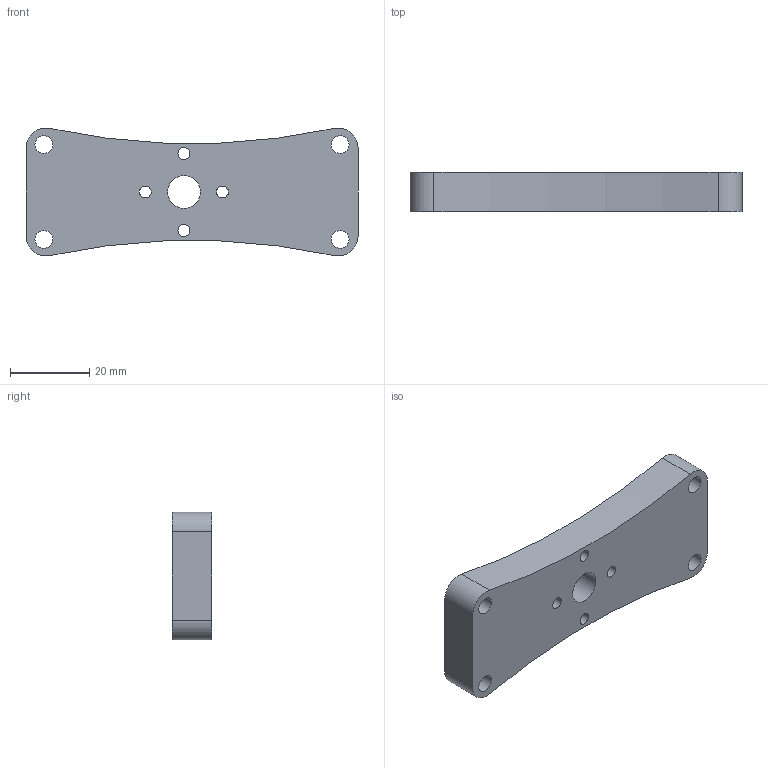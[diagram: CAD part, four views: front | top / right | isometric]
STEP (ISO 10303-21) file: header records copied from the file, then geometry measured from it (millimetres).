
FILE_DESCRIPTION((''),'2;1');
FILE_NAME('LADDER_SHAFT_HOLDER','2024-01-25T12:18:27',('OliverBleen'),(''),'CREO PARAMETRIC BY PTC INC, 2021063','CREO PARAMETRIC BY PTC INC, 2021063','');
FILE_SCHEMA(('CONFIG_CONTROL_DESIGN'));
Length unit declared in the file: millimetre
Products named in the file (1): LADDER_SHAFT_HOLDER
Bounding box: 84 x 10 x 32.36 mm (x, y, z)
Volume: 21610.2 mm3; surface area: 7799.9 mm2
Topology: 1 solids, 1 shells, 31 faces, 84 edges, 56 vertices
Faces by surface type: cylinder 26, plane 5
Entity records: 1084 total; most frequent: DIRECTION 198, CARTESIAN_POINT 171, ORIENTED_EDGE 168, EDGE_CURVE 84, AXIS2_PLACEMENT_3D 83, VERTEX_POINT 56, CIRCLE 52, EDGE_LOOP 50
